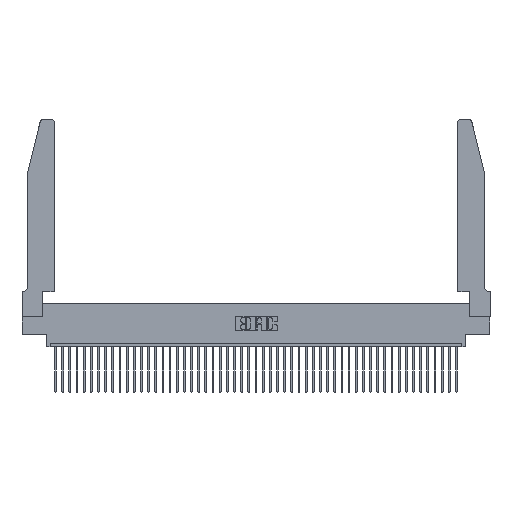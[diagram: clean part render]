
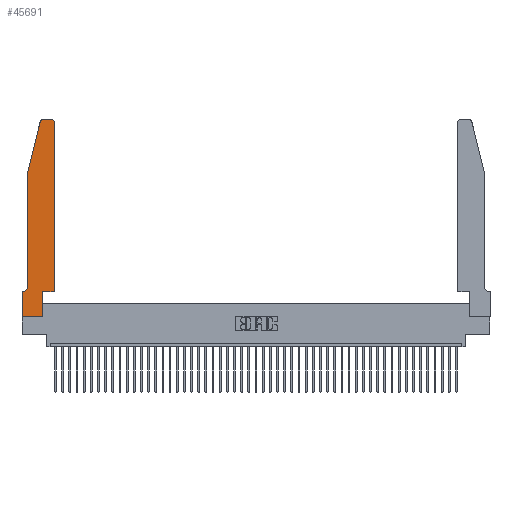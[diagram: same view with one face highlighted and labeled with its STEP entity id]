
A CAD part, top view. The second image highlights one B-rep face of the part: STEP entity #45691.
In plain terms, the highlighted planar face has unit normal (0, 0, 1).
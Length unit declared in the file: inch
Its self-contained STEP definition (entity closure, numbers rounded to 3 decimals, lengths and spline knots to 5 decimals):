
#4 = ORIENTED_EDGE ( 'NONE', *, *, #39385, .T. ) ;
#588 = VECTOR ( 'NONE', #17949, 39.37008 ) ;
#1862 = DIRECTION ( 'NONE',  ( 0., 0., 1. ) ) ;
#2213 = LINE ( 'NONE', #45496, #19313 ) ;
#2434 = ORIENTED_EDGE ( 'NONE', *, *, #24584, .T. ) ;
#2606 = CARTESIAN_POINT ( 'NONE',  ( 0.4505, 2.72, 0.37 ) ) ;
#3112 = VERTEX_POINT ( 'NONE', #16050 ) ;
#3579 = ORIENTED_EDGE ( 'NONE', *, *, #9042, .T. ) ;
#4200 = DIRECTION ( 'NONE',  ( 0., 0., 1. ) ) ;
#4431 = FACE_OUTER_BOUND ( 'NONE', #8986, .T. ) ;
#4454 = VERTEX_POINT ( 'NONE', #24443 ) ;
#4503 = LINE ( 'NONE', #37239, #12837 ) ;
#4763 = EDGE_CURVE ( 'NONE', #37216, #13973, #35150, .T. ) ;
#5464 = LINE ( 'NONE', #16187, #12099 ) ;
#5577 = DIRECTION ( 'NONE',  ( 0., 0., -1. ) ) ;
#5895 = AXIS2_PLACEMENT_3D ( 'NONE', #33594, #1862, #33279 ) ;
#7282 = DIRECTION ( 'NONE',  ( 0., -1., 0. ) ) ;
#7793 = ORIENTED_EDGE ( 'NONE', *, *, #42575, .T. ) ;
#8470 = VERTEX_POINT ( 'NONE', #39733 ) ;
#8986 = EDGE_LOOP ( 'NONE', ( #3579, #9858, #18169, #23753, #42305, #30206, #4, #7793, #35815, #34261, #14229, #2434 ) ) ;
#9042 = EDGE_CURVE ( 'NONE', #4454, #23356, #2213, .T. ) ;
#9748 = DIRECTION ( 'NONE',  ( -0.239, -0.971, 0. ) ) ;
#9858 = ORIENTED_EDGE ( 'NONE', *, *, #40719, .T. ) ;
#11111 = DIRECTION ( 'NONE',  ( 0., 1., 0. ) ) ;
#12099 = VECTOR ( 'NONE', #9748, 39.37008 ) ;
#12487 = CARTESIAN_POINT ( 'NONE',  ( 0.284, 2.75, 0.37 ) ) ;
#12703 = EDGE_CURVE ( 'NONE', #18107, #8470, #42444, .T. ) ;
#12837 = VECTOR ( 'NONE', #16230, 39.37008 ) ;
#13973 = VERTEX_POINT ( 'NONE', #2606 ) ;
#14090 = CARTESIAN_POINT ( 'NONE',  ( 0., 0., 0.37 ) ) ;
#14148 = CIRCLE ( 'NONE', #33906, 0.03 ) ;
#14229 = ORIENTED_EDGE ( 'NONE', *, *, #4763, .T. ) ;
#14265 = DIRECTION ( 'NONE',  ( 1., 0., 0. ) ) ;
#14485 = LINE ( 'NONE', #40091, #17281 ) ;
#14682 = CARTESIAN_POINT ( 'NONE',  ( 0.2865, 0.35, 0.37 ) ) ;
#16050 = CARTESIAN_POINT ( 'NONE',  ( 0.25487, 2.72718, 0.37 ) ) ;
#16187 = CARTESIAN_POINT ( 'NONE',  ( 0.0755, 2., 0.37 ) ) ;
#16230 = DIRECTION ( 'NONE',  ( -1., 0., 0. ) ) ;
#17149 = VECTOR ( 'NONE', #11111, 39.37008 ) ;
#17281 = VECTOR ( 'NONE', #33522, 39.37008 ) ;
#17949 = DIRECTION ( 'NONE',  ( 1., 0., 0. ) ) ;
#18107 = VERTEX_POINT ( 'NONE', #36870 ) ;
#18169 = ORIENTED_EDGE ( 'NONE', *, *, #38947, .T. ) ;
#18463 = VERTEX_POINT ( 'NONE', #26167 ) ;
#18510 = CARTESIAN_POINT ( 'NONE',  ( 0.4505, 0.35, 0.37 ) ) ;
#19313 = VECTOR ( 'NONE', #45782, 39.37008 ) ;
#20539 = CARTESIAN_POINT ( 'NONE',  ( 0.4505, 0.35, 0.37 ) ) ;
#21005 = VERTEX_POINT ( 'NONE', #22729 ) ;
#21450 = EDGE_CURVE ( 'NONE', #18463, #37216, #35216, .T. ) ;
#22004 = CARTESIAN_POINT ( 'NONE',  ( 0.4505, 0.35, 0.37 ) ) ;
#22729 = CARTESIAN_POINT ( 'NONE',  ( 0., 0., 0.37 ) ) ;
#23151 = CARTESIAN_POINT ( 'NONE',  ( 0.0055, 0.42, 0.37 ) ) ;
#23356 = VERTEX_POINT ( 'NONE', #12487 ) ;
#23753 = ORIENTED_EDGE ( 'NONE', *, *, #33219, .T. ) ;
#24228 = EDGE_CURVE ( 'NONE', #8470, #29383, #4503, .T. ) ;
#24443 = CARTESIAN_POINT ( 'NONE',  ( 0.4205, 2.75, 0.37 ) ) ;
#24584 = EDGE_CURVE ( 'NONE', #13973, #4454, #28103, .T. ) ;
#24609 = VERTEX_POINT ( 'NONE', #30976 ) ;
#26077 = AXIS2_PLACEMENT_3D ( 'NONE', #41317, #45045, #27087 ) ;
#26167 = CARTESIAN_POINT ( 'NONE',  ( 0.2865, 0.35, 0.37 ) ) ;
#26475 = LINE ( 'NONE', #14682, #17149 ) ;
#27087 = DIRECTION ( 'NONE',  ( 1., 0., 0. ) ) ;
#27488 = LINE ( 'NONE', #14090, #31942 ) ;
#28103 = CIRCLE ( 'NONE', #26077, 0.03 ) ;
#29383 = VERTEX_POINT ( 'NONE', #29957 ) ;
#29957 = CARTESIAN_POINT ( 'NONE',  ( 0., 0.35, 0.37 ) ) ;
#30023 = PLANE ( 'NONE',  #5895 ) ;
#30206 = ORIENTED_EDGE ( 'NONE', *, *, #24228, .T. ) ;
#30265 = DIRECTION ( 'NONE',  ( -1., 0., 0. ) ) ;
#30461 = VERTEX_POINT ( 'NONE', #34651 ) ;
#30976 = CARTESIAN_POINT ( 'NONE',  ( 0.0755, 2., 0.37 ) ) ;
#31111 = LINE ( 'NONE', #35463, #588 ) ;
#31921 = CARTESIAN_POINT ( 'NONE',  ( 0.284, 2.72, 0.37 ) ) ;
#31942 = VECTOR ( 'NONE', #7282, 39.37008 ) ;
#33219 = EDGE_CURVE ( 'NONE', #24609, #18107, #14485, .T. ) ;
#33279 = DIRECTION ( 'NONE',  ( 1., 0., 0. ) ) ;
#33498 = VECTOR ( 'NONE', #43543, 39.37008 ) ;
#33522 = DIRECTION ( 'NONE',  ( 0., -1., 0. ) ) ;
#33594 = CARTESIAN_POINT ( 'NONE',  ( 0., 0.35, 0.37 ) ) ;
#33906 = AXIS2_PLACEMENT_3D ( 'NONE', #31921, #4200, #14265 ) ;
#34261 = ORIENTED_EDGE ( 'NONE', *, *, #21450, .T. ) ;
#34651 = CARTESIAN_POINT ( 'NONE',  ( 0.2865, 0., 0.37 ) ) ;
#34669 = EDGE_CURVE ( 'NONE', #30461, #18463, #26475, .T. ) ;
#34992 = AXIS2_PLACEMENT_3D ( 'NONE', #23151, #5577, #30265 ) ;
#35150 = LINE ( 'NONE', #18510, #33498 ) ;
#35216 = LINE ( 'NONE', #20539, #45714 ) ;
#35463 = CARTESIAN_POINT ( 'NONE',  ( 0., 0., 0.37 ) ) ;
#35815 = ORIENTED_EDGE ( 'NONE', *, *, #34669, .T. ) ;
#36870 = CARTESIAN_POINT ( 'NONE',  ( 0.0755, 0.42, 0.37 ) ) ;
#37216 = VERTEX_POINT ( 'NONE', #22004 ) ;
#37239 = CARTESIAN_POINT ( 'NONE',  ( 0.0755, 0.35, 0.37 ) ) ;
#38947 = EDGE_CURVE ( 'NONE', #3112, #24609, #5464, .T. ) ;
#39385 = EDGE_CURVE ( 'NONE', #29383, #21005, #27488, .T. ) ;
#39733 = CARTESIAN_POINT ( 'NONE',  ( 0.0055, 0.35, 0.37 ) ) ;
#40091 = CARTESIAN_POINT ( 'NONE',  ( 0.0755, 2., 0.37 ) ) ;
#40719 = EDGE_CURVE ( 'NONE', #23356, #3112, #14148, .T. ) ;
#41317 = CARTESIAN_POINT ( 'NONE',  ( 0.4205, 2.72, 0.37 ) ) ;
#42305 = ORIENTED_EDGE ( 'NONE', *, *, #12703, .T. ) ;
#42444 = CIRCLE ( 'NONE', #34992, 0.07 ) ;
#42575 = EDGE_CURVE ( 'NONE', #21005, #30461, #31111, .T. ) ;
#43543 = DIRECTION ( 'NONE',  ( 0., 1., 0. ) ) ;
#45045 = DIRECTION ( 'NONE',  ( 0., 0., 1. ) ) ;
#45297 = DIRECTION ( 'NONE',  ( 1., 0., 0. ) ) ;
#45496 = CARTESIAN_POINT ( 'NONE',  ( 0.2605, 2.75, 0.37 ) ) ;
#45691 = ADVANCED_FACE ( 'NONE', ( #4431 ), #30023, .T. ) ;
#45714 = VECTOR ( 'NONE', #45297, 39.37008 ) ;
#45782 = DIRECTION ( 'NONE',  ( -1., 0., 0. ) ) ;
